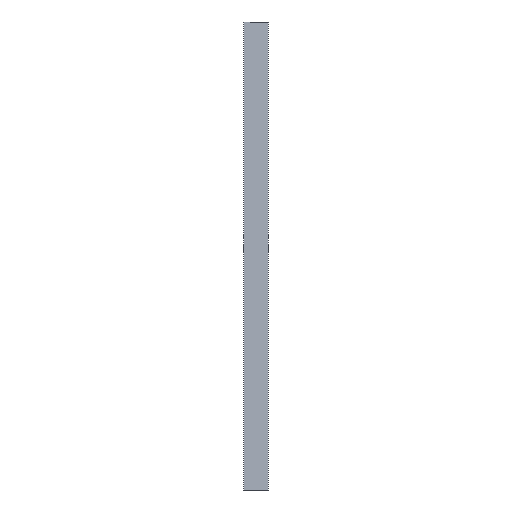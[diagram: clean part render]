
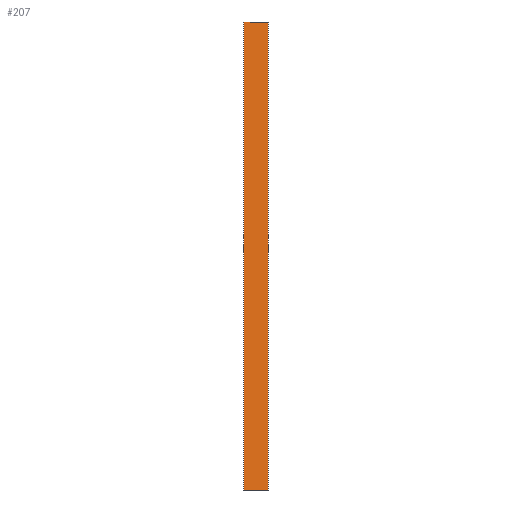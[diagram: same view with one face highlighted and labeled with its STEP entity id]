
A CAD part, front view. The second image highlights one B-rep face of the part: STEP entity #207.
In plain terms, the highlighted face is a extrusion surface.
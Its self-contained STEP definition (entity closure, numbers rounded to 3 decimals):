
#40=CARTESIAN_POINT('Vertex',(496.794,-8.85,649.)) ;
#56=CARTESIAN_POINT('Vertex',(496.794,-8.85,0.)) ;
#59=CARTESIAN_POINT('Line Origine',(496.794,-8.85,324.5)) ;
#153=CARTESIAN_POINT('Vertex',(530.93,-1.121,649.)) ;
#156=CARTESIAN_POINT('Line Origine',(530.93,-1.121,324.5)) ;
#160=CARTESIAN_POINT('Vertex',(530.93,-1.121,0.)) ;
#176=CARTESIAN_POINT('Control Point',(530.93,-1.121,0.)) ;
#177=CARTESIAN_POINT('Control Point',(524.301,-2.636,0.)) ;
#178=CARTESIAN_POINT('Control Point',(517.561,-4.172,0.)) ;
#179=CARTESIAN_POINT('Control Point',(510.721,-5.723,0.)) ;
#180=CARTESIAN_POINT('Control Point',(503.795,-7.284,0.)) ;
#181=CARTESIAN_POINT('Control Point',(496.794,-8.85,0.)) ;
#186=CARTESIAN_POINT('Control Point',(530.93,-1.121,649.)) ;
#187=CARTESIAN_POINT('Control Point',(524.301,-2.636,649.)) ;
#188=CARTESIAN_POINT('Control Point',(517.561,-4.172,649.)) ;
#189=CARTESIAN_POINT('Control Point',(510.721,-5.723,649.)) ;
#190=CARTESIAN_POINT('Control Point',(503.795,-7.284,649.)) ;
#191=CARTESIAN_POINT('Control Point',(496.794,-8.85,649.)) ;
#194=CARTESIAN_POINT('Control Point',(530.93,-1.121,0.)) ;
#195=CARTESIAN_POINT('Control Point',(524.301,-2.636,0.)) ;
#196=CARTESIAN_POINT('Control Point',(517.561,-4.172,0.)) ;
#197=CARTESIAN_POINT('Control Point',(510.721,-5.723,0.)) ;
#198=CARTESIAN_POINT('Control Point',(503.795,-7.284,0.)) ;
#199=CARTESIAN_POINT('Control Point',(496.794,-8.85,0.)) ;
#61=VECTOR('Line Direction',#60,1.) ;
#158=VECTOR('Line Direction',#157,1.) ;
#183=VECTOR('Extrusion Surface Vector',#182,1.) ;
#60=DIRECTION('Vector Direction',(0.,0.,1.)) ;
#157=DIRECTION('Vector Direction',(0.,0.,1.)) ;
#182=DIRECTION('Vector Direction',(0.,0.,1.)) ;
#62=LINE('Line',#59,#61) ;
#159=LINE('Line',#156,#158) ;
#63=EDGE_CURVE('',#57,#41,#62,.T.) ;
#162=EDGE_CURVE('',#161,#154,#159,.T.) ;
#192=EDGE_CURVE('',#154,#41,#185,.T.) ;
#200=EDGE_CURVE('',#161,#57,#193,.T.) ;
#202=ORIENTED_EDGE('',*,*,#192,.T.) ;
#203=ORIENTED_EDGE('',*,*,#63,.F.) ;
#204=ORIENTED_EDGE('',*,*,#200,.F.) ;
#205=ORIENTED_EDGE('',*,*,#162,.T.) ;
#201=EDGE_LOOP('',(#202,#203,#204,#205)) ;
#41=VERTEX_POINT('',#40) ;
#57=VERTEX_POINT('',#56) ;
#154=VERTEX_POINT('',#153) ;
#161=VERTEX_POINT('',#160) ;
#207=ADVANCED_FACE('PartBody',(#206),#184,.F.) ;
#175=B_SPLINE_CURVE_WITH_KNOTS('',5,(#176,#177,#178,#179,#180,#181),.UNSPECIFIED.,.F.,.U.,(6,6),(0.,35.),.UNSPECIFIED.) ;
#185=B_SPLINE_CURVE_WITH_KNOTS('',5,(#186,#187,#188,#189,#190,#191),.UNSPECIFIED.,.F.,.U.,(6,6),(500000.,500000.05),.UNSPECIFIED.) ;
#193=B_SPLINE_CURVE_WITH_KNOTS('',5,(#194,#195,#196,#197,#198,#199),.UNSPECIFIED.,.F.,.U.,(6,6),(500000.,500000.05),.UNSPECIFIED.) ;
#206=FACE_OUTER_BOUND('',#201,.T.) ;
#184=SURFACE_OF_LINEAR_EXTRUSION('generated tabulated cylinder',#175,#183) ;
